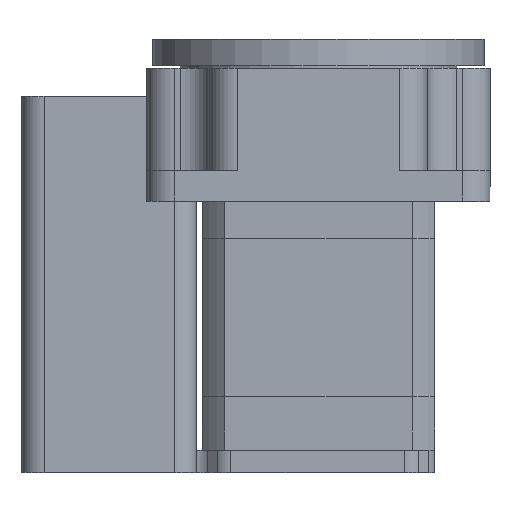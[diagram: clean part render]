
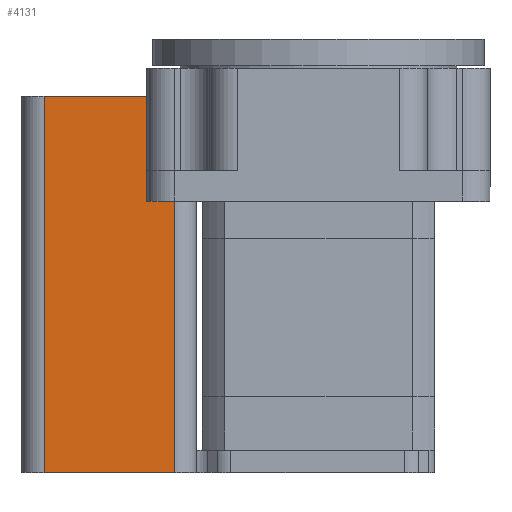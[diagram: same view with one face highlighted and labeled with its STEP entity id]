
A CAD part, top view. The second image highlights one B-rep face of the part: STEP entity #4131.
In plain terms, the highlighted face is planar.
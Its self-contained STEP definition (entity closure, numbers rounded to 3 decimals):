
#33 = EDGE_CURVE ( 'NONE', #12280, #404, #3771, .T. ) ;
#56 = ORIENTED_EDGE ( 'NONE', *, *, #7867, .F. ) ;
#404 = VERTEX_POINT ( 'NONE', #1273 ) ;
#577 = CARTESIAN_POINT ( 'NONE',  ( 22., 28.8, 92.8 ) ) ;
#853 = CARTESIAN_POINT ( 'NONE',  ( 26., 28.8, 92.8 ) ) ;
#1273 = CARTESIAN_POINT ( 'NONE',  ( 26., 28.8, 17. ) ) ;
#1538 = PLANE ( 'NONE',  #8376 ) ;
#2003 = LINE ( 'NONE', #11814, #7772 ) ;
#2525 = FACE_OUTER_BOUND ( 'NONE', #10709, .T. ) ;
#2683 = LINE ( 'NONE', #6636, #6529 ) ;
#2793 = ORIENTED_EDGE ( 'NONE', *, *, #33, .T. ) ;
#2907 = DIRECTION ( 'NONE',  ( 1., 0., 0. ) ) ;
#3615 = DIRECTION ( 'NONE',  ( -1., 0., 0. ) ) ;
#3771 = LINE ( 'NONE', #853, #5405 ) ;
#3851 = VERTEX_POINT ( 'NONE', #10996 ) ;
#4131 = ADVANCED_FACE ( 'NONE', ( #2525 ), #1538, .T. ) ;
#4256 = EDGE_CURVE ( 'NONE', #404, #4924, #9977, .T. ) ;
#4527 = DIRECTION ( 'NONE',  ( 0., 1., 0. ) ) ;
#4579 = EDGE_CURVE ( 'NONE', #4924, #3851, #2683, .T. ) ;
#4924 = VERTEX_POINT ( 'NONE', #8379 ) ;
#5405 = VECTOR ( 'NONE', #9678, 1000. ) ;
#6029 = DIRECTION ( 'NONE',  ( 1., 0., 0. ) ) ;
#6529 = VECTOR ( 'NONE', #10592, 1000. ) ;
#6636 = CARTESIAN_POINT ( 'NONE',  ( 49.58, 28.8, 92.8 ) ) ;
#7055 = CARTESIAN_POINT ( 'NONE',  ( 22., 28.8, 17. ) ) ;
#7772 = VECTOR ( 'NONE', #6029, 1000. ) ;
#7867 = EDGE_CURVE ( 'NONE', #12280, #3851, #2003, .T. ) ;
#8376 = AXIS2_PLACEMENT_3D ( 'NONE', #577, #4527, #3615 ) ;
#8379 = CARTESIAN_POINT ( 'NONE',  ( 49.58, 28.8, 17. ) ) ;
#9592 = ORIENTED_EDGE ( 'NONE', *, *, #4579, .T. ) ;
#9678 = DIRECTION ( 'NONE',  ( 0., 0., 1. ) ) ;
#9977 = LINE ( 'NONE', #7055, #12758 ) ;
#10592 = DIRECTION ( 'NONE',  ( 0., 0., -1. ) ) ;
#10709 = EDGE_LOOP ( 'NONE', ( #11938, #9592, #56, #2793 ) ) ;
#10996 = CARTESIAN_POINT ( 'NONE',  ( 49.58, 28.8, -51. ) ) ;
#11805 = CARTESIAN_POINT ( 'NONE',  ( 26., 28.8, -51. ) ) ;
#11814 = CARTESIAN_POINT ( 'NONE',  ( 22., 28.8, -51. ) ) ;
#11938 = ORIENTED_EDGE ( 'NONE', *, *, #4256, .T. ) ;
#12280 = VERTEX_POINT ( 'NONE', #11805 ) ;
#12758 = VECTOR ( 'NONE', #2907, 1000. ) ;
